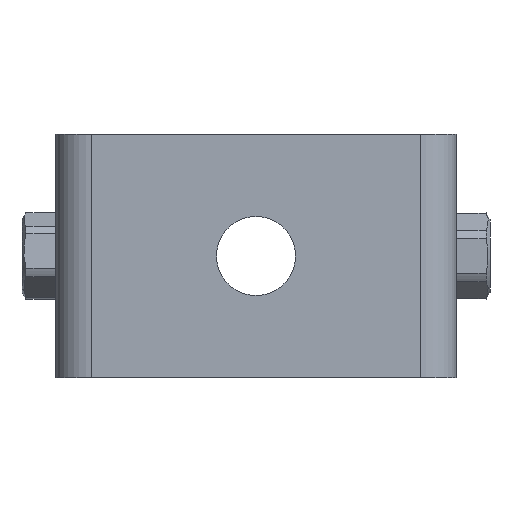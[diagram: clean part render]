
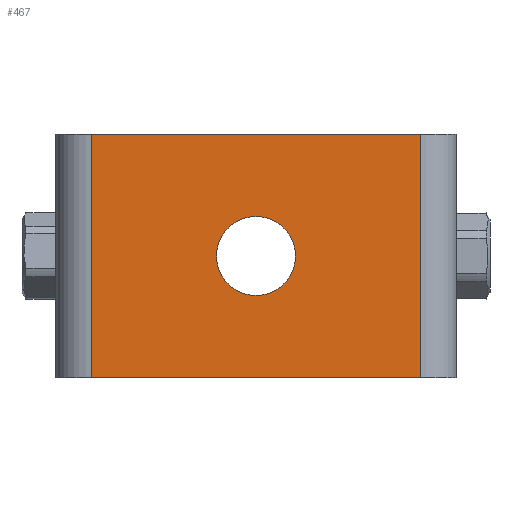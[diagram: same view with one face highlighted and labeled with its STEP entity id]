
A CAD part, front view. The second image highlights one B-rep face of the part: STEP entity #467.
In plain terms, the highlighted planar face has unit normal (0, -1, 0).
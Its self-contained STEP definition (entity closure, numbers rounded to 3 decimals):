
#52 = CARTESIAN_POINT ( 'NONE',  ( -27., 0., 40. ) ) ;
#56 = CARTESIAN_POINT ( 'NONE',  ( 27., 0., 40. ) ) ;
#67 = CARTESIAN_POINT ( 'NONE',  ( -27., 0., 40. ) ) ;
#69 = CARTESIAN_POINT ( 'NONE',  ( -33., 0., 40. ) ) ;
#70 = DIRECTION ( 'NONE',  ( -1., 0., 0. ) ) ;
#72 = DIRECTION ( 'NONE',  ( 0., 0., -1. ) ) ;
#80 = CARTESIAN_POINT ( 'NONE',  ( 27., 0., 40. ) ) ;
#90 = DIRECTION ( 'NONE',  ( 0., 0., -1. ) ) ;
#171 = AXIS2_PLACEMENT_3D ( 'NONE', #1018, #1019, #1020 ) ;
#198 = VECTOR ( 'NONE', #1102, 1000. ) ;
#228 = CIRCLE ( 'NONE', #171, 6.5 ) ;
#258 = VECTOR ( 'NONE', #90, 1000. ) ;
#263 = FACE_OUTER_BOUND ( 'NONE', #1308, .T. ) ;
#271 = LINE ( 'NONE', #67, #294 ) ;
#285 = FACE_BOUND ( 'NONE', #1290, .T. ) ;
#294 = VECTOR ( 'NONE', #72, 1000. ) ;
#297 = VECTOR ( 'NONE', #70, 1000. ) ;
#298 = LINE ( 'NONE', #69, #297 ) ;
#328 = LINE ( 'NONE', #1090, #198 ) ;
#407 = LINE ( 'NONE', #80, #258 ) ;
#467 = ADVANCED_FACE ( 'NONE', ( #285, #263 ), #2185, .T. ) ;
#660 = ORIENTED_EDGE ( 'NONE', *, *, #1813, .F. ) ;
#781 = ORIENTED_EDGE ( 'NONE', *, *, #1783, .F. ) ;
#790 = ORIENTED_EDGE ( 'NONE', *, *, #1759, .T. ) ;
#811 = ORIENTED_EDGE ( 'NONE', *, *, #1757, .T. ) ;
#947 = AXIS2_PLACEMENT_3D ( 'NONE', #2182, #2187, #2188 ) ;
#1018 = CARTESIAN_POINT ( 'NONE',  ( 0., 0., 20. ) ) ;
#1019 = DIRECTION ( 'NONE',  ( 0., -1., 0. ) ) ;
#1020 = DIRECTION ( 'NONE',  ( 0., 0., -1. ) ) ;
#1090 = CARTESIAN_POINT ( 'NONE',  ( -33., 0., 0. ) ) ;
#1102 = DIRECTION ( 'NONE',  ( -1., 0., 0. ) ) ;
#1211 = VERTEX_POINT ( 'NONE', #2402 ) ;
#1290 = EDGE_LOOP ( 'NONE', ( #660 ) ) ;
#1291 = VERTEX_POINT ( 'NONE', #2435 ) ;
#1308 = EDGE_LOOP ( 'NONE', ( #781, #1492, #811, #790 ) ) ;
#1472 = VERTEX_POINT ( 'NONE', #52 ) ;
#1479 = VERTEX_POINT ( 'NONE', #56 ) ;
#1492 = ORIENTED_EDGE ( 'NONE', *, *, #1766, .F. ) ;
#1757 = EDGE_CURVE ( 'NONE', #1479, #1472, #298, .T. ) ;
#1759 = EDGE_CURVE ( 'NONE', #1472, #1291, #271, .T. ) ;
#1766 = EDGE_CURVE ( 'NONE', #1479, #1211, #407, .T. ) ;
#1783 = EDGE_CURVE ( 'NONE', #1211, #1291, #328, .T. ) ;
#1813 = EDGE_CURVE ( 'NONE', #2628, #2628, #228, .T. ) ;
#2182 = CARTESIAN_POINT ( 'NONE',  ( -33., 0., 40. ) ) ;
#2185 = PLANE ( 'NONE',  #947 ) ;
#2187 = DIRECTION ( 'NONE',  ( 0., -1., 0. ) ) ;
#2188 = DIRECTION ( 'NONE',  ( 0., 0., -1. ) ) ;
#2301 = CARTESIAN_POINT ( 'NONE',  ( 0., 0., 13.5 ) ) ;
#2402 = CARTESIAN_POINT ( 'NONE',  ( 27., 0., 0. ) ) ;
#2435 = CARTESIAN_POINT ( 'NONE',  ( -27., 0., 0. ) ) ;
#2628 = VERTEX_POINT ( 'NONE', #2301 ) ;
